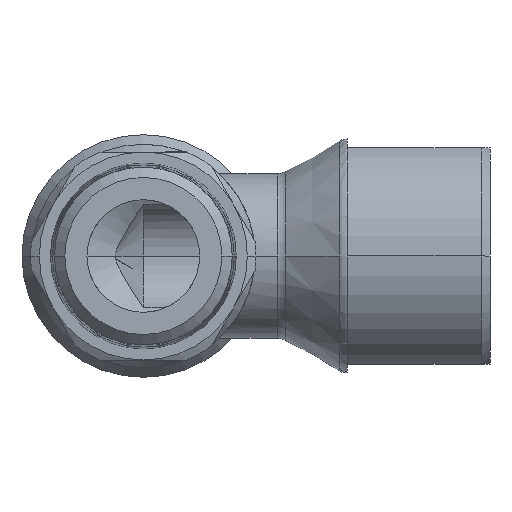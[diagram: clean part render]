
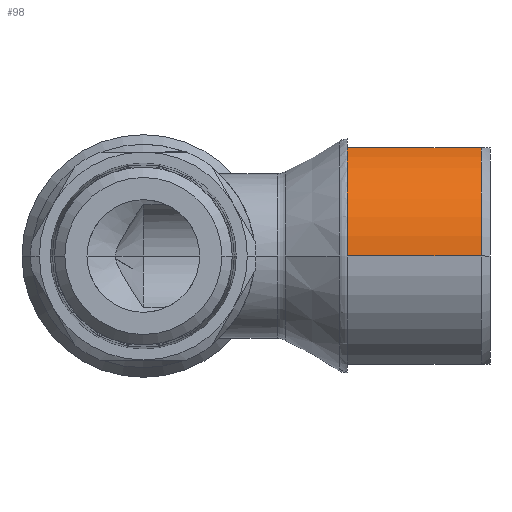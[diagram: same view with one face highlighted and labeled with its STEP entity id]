
A CAD part, front view. The second image highlights one B-rep face of the part: STEP entity #98.
In plain terms, the highlighted cylindrical face has radius 13.5 mm (diameter 27 mm), a partial arc.
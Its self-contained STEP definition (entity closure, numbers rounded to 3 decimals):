
#98=ADVANCED_FACE('',(#300),#301,.T.);
#300=FACE_OUTER_BOUND('',#611,.T.);
#301=CYLINDRICAL_SURFACE('',#612,13.5);
#611=EDGE_LOOP('',(#1231,#1232,#1233,#1234));
#612=AXIS2_PLACEMENT_3D('',#1235,#1236,#1237);
#1231=ORIENTED_EDGE('',*,*,#2186,.F.);
#1232=ORIENTED_EDGE('',*,*,#2187,.T.);
#1233=ORIENTED_EDGE('',*,*,#2188,.T.);
#1234=ORIENTED_EDGE('',*,*,#2189,.T.);
#1235=CARTESIAN_POINT('',(31.772,40.05,0.0));
#1236=DIRECTION('',(1.0,0.0,0.0));
#1237=DIRECTION('',(0.0,1.0,0.0));
#2186=EDGE_CURVE('',#2710,#2717,#2718,.T.);
#2187=EDGE_CURVE('',#2710,#2719,#2720,.T.);
#2188=EDGE_CURVE('',#2719,#2721,#2722,.T.);
#2189=EDGE_CURVE('',#2721,#2717,#2723,.T.);
#2710=VERTEX_POINT('',#3515);
#2717=VERTEX_POINT('',#3534);
#2718=LINE('',#3535,#3536);
#2719=VERTEX_POINT('',#3537);
#2720=CIRCLE('',#3538,13.5);
#2721=VERTEX_POINT('',#3539);
#2722=LINE('',#3540,#3541);
#2723=CIRCLE('',#3542,13.5);
#3515=CARTESIAN_POINT('',(39.0,26.55,0.));
#3534=CARTESIAN_POINT('',(23.544,26.55,0.));
#3535=CARTESIAN_POINT('',(31.272,26.55,0.));
#3536=VECTOR('',#4578,1.0);
#3537=CARTESIAN_POINT('',(39.0,34.951,12.5));
#3538=AXIS2_PLACEMENT_3D('',#4579,#4580,#4581);
#3539=CARTESIAN_POINT('',(23.544,34.951,12.5));
#3540=CARTESIAN_POINT('',(31.272,34.951,12.5));
#3541=VECTOR('',#4582,1.0);
#3542=AXIS2_PLACEMENT_3D('',#4583,#4584,#4585);
#4578=DIRECTION('',(-1.0,-0.0,-0.0));
#4579=CARTESIAN_POINT('',(39.0,40.05,0.0));
#4580=DIRECTION('',(-1.0,0.0,0.0));
#4581=DIRECTION('',(0.0,1.0,0.0));
#4582=DIRECTION('',(-1.0,-0.0,-0.0));
#4583=CARTESIAN_POINT('',(23.544,40.05,0.0));
#4584=DIRECTION('',(1.0,0.0,0.0));
#4585=DIRECTION('',(0.0,1.0,0.0));
